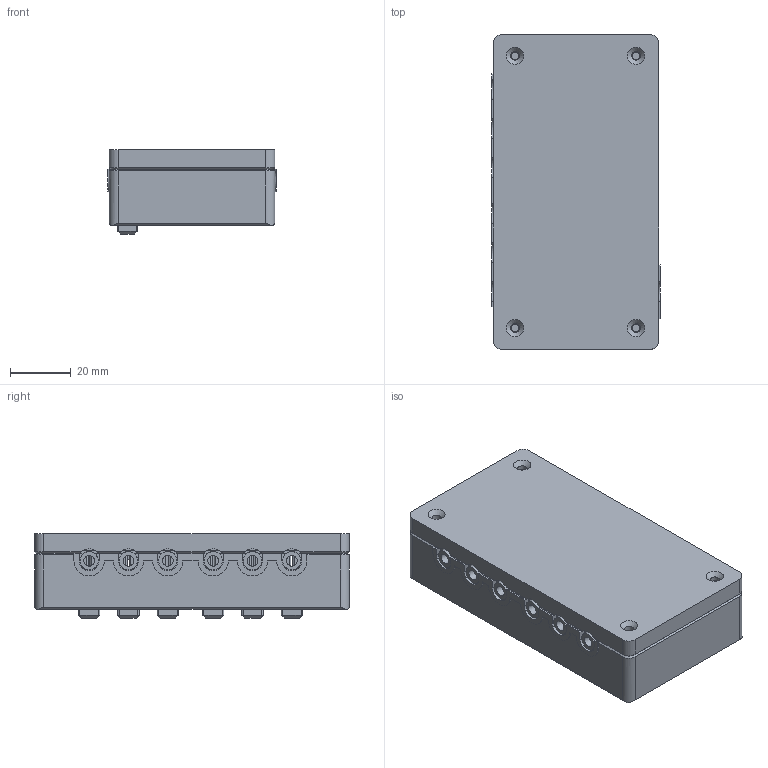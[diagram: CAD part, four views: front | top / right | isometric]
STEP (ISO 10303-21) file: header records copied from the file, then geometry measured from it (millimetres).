
FILE_DESCRIPTION(/* description */ (''),/* implementation_level */ '2;1');
FILE_NAME(/* name */ 'case v10.step',/* time_stamp */ '2019-10-23T22:47:47+02:00',/* author */ (''),/* organization */ (''),/* preprocessor_version */ 'ST-DEVELOPER v18',/* originating_system */ 'Autodesk Translation Framework v8.6.0.1094',/* authorisation */ '');
FILE_SCHEMA (('AUTOMOTIVE_DESIGN { 1 0 10303 214 3 1 1 }'));
Products named in the file (28): case; audioMux; XKB5858-X-TP; COMPOUND; JC-128; COMPOUND (1); CP_Radial_D5.0mm_P2; SOLID (2); C_Rect_L7.2mm_W5.5mm_P5; SOLID (3); LQFP-48_7x7mm_P0; SOLID (4); SOT-223; SOLID (5); SW_PUSH_6mm; SOLID (6); R_0603_1608Metric; SOLID; PinHeader_1x05_P2; SOLID (7); LED_0805_2012Metric; SOLID (1); C_0603_1608Metric; SOLID (8); COMPOUND (2); push_tops; upper_half; shim
Assembly tree (90 placements, depth 4):
  case
    audioMux
      XKB5858-X-TP  x6
        COMPOUND
      JC-128  x7
        COMPOUND (1)
      R_0603_1608Metric  x14
        SOLID
      LED_0805_2012Metric  x7
        SOLID (1)
      CP_Radial_D5.0mm_P2  x4
        SOLID (2)
      C_Rect_L7.2mm_W5.5mm_P5  x12
        SOLID (3)
      LQFP-48_7x7mm_P0
        SOLID (4)
      SOT-223
        SOLID (5)
      SW_PUSH_6mm
        SOLID (6)
      PinHeader_1x05_P2
        SOLID (7)
      C_0603_1608Metric  x15
        SOLID (8)
      COMPOUND (2)
    push_tops  x6
    upper_half
    shim
Bounding box: 55.7 x 104 x 27.95 mm (x, y, z)
Volume: 68130.1 mm3; surface area: 65824.6 mm2
Topology: 157 solids, 161 shells, 4265 faces, 11018 edges, 7188 vertices
Faces by surface type: plane 2931, cylinder 1121, bspline 124, sphere 48, torus 29, cone 12
Full cylindrical faces by diameter (mm): 0.5 x65, 0.8 x32, 0.998 x35, 1 x79, 1.1 x4, 2.529 x4, 3 x4, 3.2 x8, 3.5 x12, 4 x6, 6 x7
Entity records: 72456 total; most frequent: CARTESIAN_POINT 14278, ORIENTED_EDGE 11760, DIRECTION 11503, EDGE_CURVE 5880, LINE 4099, VECTOR 4099, VERTEX_POINT 3886, AXIS2_PLACEMENT_3D 3702
